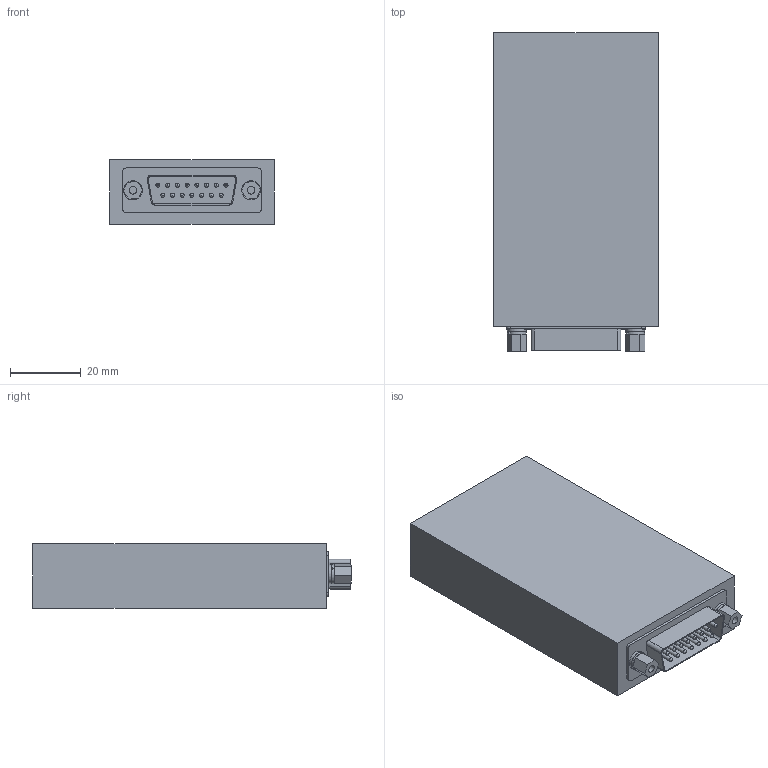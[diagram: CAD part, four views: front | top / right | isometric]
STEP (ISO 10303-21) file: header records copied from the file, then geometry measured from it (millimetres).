
FILE_DESCRIPTION(/* description */ ('Unknown'),/* implementation_level */ '2;1');
FILE_NAME(/* name */ 'M7009001',/* time_stamp */ '2020-03-19T14:44:04-04:00',/* author */ ('Unknown'),/* organization */ ('Unknown'),/* preprocessor_version */ 'ST-DEVELOPER v16.7',/* originating_system */ 'DEX',/* authorisation */ $);
FILE_SCHEMA (('CONFIG_CONTROL_DESIGN'));
Length unit declared in the file: millimetre
Products named in the file (7): M7009001; MAIN BODY; D-TYPE15PC; P001-19; MS35338-134; NAS620C4
Assembly tree (7 placements, depth 3):
  M7009001
    MAIN BODY
    D-TYPE15PC
    P001-19  x2
      P001-19
      MS35338-134
      NAS620C4
Bounding box: 46.5 x 89.69 x 18.2 mm (x, y, z)
Volume: 72724.8 mm3; surface area: 15982.5 mm2
Topology: 8 solids, 8 shells, 181 faces, 385 edges, 258 vertices
Faces by surface type: plane 94, cylinder 68, torus 15, cone 4
Full cylindrical faces by diameter (mm): 1.14 x30, 2.156 x6, 2.382 x2, 2.92 x2, 3.05 x2, 5.309 x2
Entity records: 5066 total; most frequent: DIRECTION 730, CARTESIAN_POINT 631, ORIENTED_EDGE 514, AXIS2_PLACEMENT_3D 306, FACE_BOUND 264, EDGE_LOOP 260, EDGE_CURVE 257, VERTEX_POINT 207
